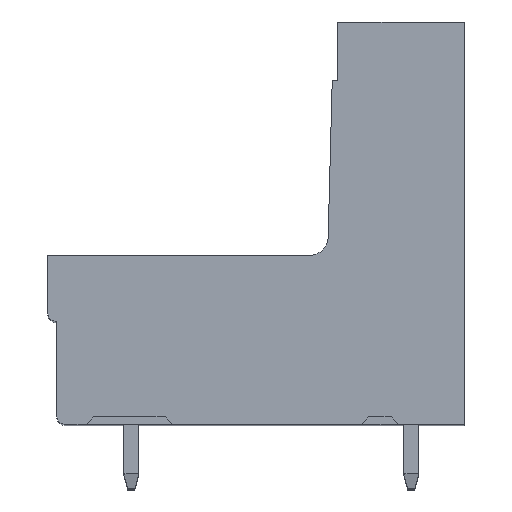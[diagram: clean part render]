
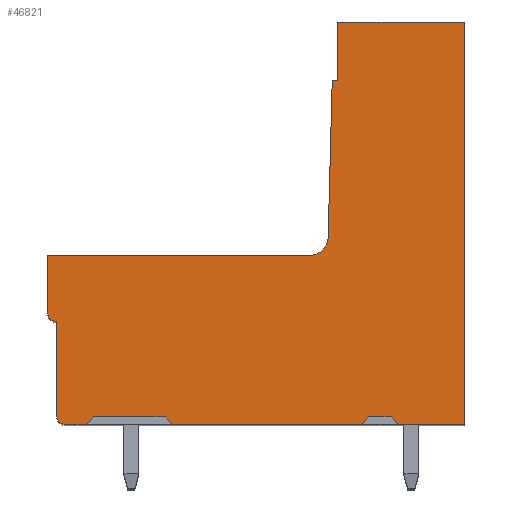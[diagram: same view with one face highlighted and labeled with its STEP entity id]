
A CAD part, top view. The second image highlights one B-rep face of the part: STEP entity #46821.
In plain terms, the highlighted planar face has unit normal (0, 0, 1).
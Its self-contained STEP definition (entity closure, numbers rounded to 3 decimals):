
#1283=DIRECTION('',(0.,1.,0.));
#1284=VECTOR('',#1283,21.9);
#1285=CARTESIAN_POINT('',(0.006,0.,
-81.723));
#1286=LINE('',#1285,#1284);
#7074=DIRECTION('',(0.,-1.,0.));
#7075=VECTOR('',#7074,5.1);
#7076=CARTESIAN_POINT('',(-22.194,5.6,-81.723));
#7077=LINE('',#7076,#7075);
#11874=DIRECTION('',(-1.,0.,0.));
#11875=VECTOR('',#11874,0.3);
#11876=CARTESIAN_POINT('',(-6.894,18.7,-81.723));
#11877=LINE('',#11876,#11875);
#11882=DIRECTION('',(0.,-1.,0.));
#11883=VECTOR('',#11882,3.2);
#11884=CARTESIAN_POINT('',(-6.894,21.9,-81.723));
#11885=LINE('',#11884,#11883);
#16656=DIRECTION('',(-1.,0.,0.));
#16657=VECTOR('',#16656,10.3);
#16658=CARTESIAN_POINT('',(-5.594,0.,
-81.723));
#16659=LINE('',#16658,#16657);
#16660=DIRECTION('',(-0.707,0.707,0.));
#16661=VECTOR('',#16660,0.566);
#16662=CARTESIAN_POINT('',(-15.894,0.,
-81.723));
#16663=LINE('',#16662,#16661);
#16664=DIRECTION('',(-1.,0.,0.));
#16665=VECTOR('',#16664,3.9);
#16666=CARTESIAN_POINT('',(-16.294,0.4,
-81.723));
#16667=LINE('',#16666,#16665);
#16668=DIRECTION('',(-1.,0.,0.));
#16669=VECTOR('',#16668,1.1);
#16670=CARTESIAN_POINT('',(-20.594,0.,
-81.723));
#16671=LINE('',#16670,#16669);
#16672=CARTESIAN_POINT('',(-21.694,0.5,-81.723));
#16673=DIRECTION('',(0.,0.,-1.));
#16674=DIRECTION('',(0.,-1.,0.));
#16675=AXIS2_PLACEMENT_3D('',#16672,#16673,#16674);
#16677=CARTESIAN_POINT('',(-22.194,6.1,-81.723));
#16678=DIRECTION('',(0.,0.,-1.));
#16679=DIRECTION('',(0.,-1.,0.));
#16680=AXIS2_PLACEMENT_3D('',#16677,#16678,#16679);
#16682=DIRECTION('',(0.,1.,0.));
#16683=VECTOR('',#16682,3.1);
#16684=CARTESIAN_POINT('',(-22.694,6.1,
-81.723));
#16685=LINE('',#16684,#16683);
#16686=DIRECTION('',(1.,0.,0.));
#16687=VECTOR('',#16686,14.277);
#16688=CARTESIAN_POINT('',(-22.694,9.2,-81.723));
#16689=LINE('',#16688,#16687);
#16690=CARTESIAN_POINT('',(-8.417,10.2,-81.723));
#16691=DIRECTION('',(0.,0.,1.));
#16692=DIRECTION('',(0.,-1.,0.));
#16693=AXIS2_PLACEMENT_3D('',#16690,#16691,#16692);
#16695=DIRECTION('',(0.026,1.,0.));
#16696=VECTOR('',#16695,8.529);
#16697=CARTESIAN_POINT('',(-7.417,10.174,
-81.723));
#16698=LINE('',#16697,#16696);
#16699=DIRECTION('',(1.,0.,0.));
#16700=VECTOR('',#16699,6.9);
#16701=CARTESIAN_POINT('',(-6.894,21.9,-81.723));
#16702=LINE('',#16701,#16700);
#16703=DIRECTION('',(-1.,0.,0.));
#16704=VECTOR('',#16703,3.6);
#16705=CARTESIAN_POINT('',(0.006,0.,
-81.723));
#16706=LINE('',#16705,#16704);
#16707=DIRECTION('',(-0.707,0.707,0.));
#16708=VECTOR('',#16707,0.566);
#16709=CARTESIAN_POINT('',(-3.594,0.,
-81.723));
#16710=LINE('',#16709,#16708);
#16711=DIRECTION('',(-0.707,-0.707,0.));
#16712=VECTOR('',#16711,0.566);
#16713=CARTESIAN_POINT('',(-5.194,0.4,
-81.723));
#16714=LINE('',#16713,#16712);
#16731=DIRECTION('',(-0.707,-0.707,0.));
#16732=VECTOR('',#16731,0.566);
#16733=CARTESIAN_POINT('',(-20.194,0.4,
-81.723));
#16734=LINE('',#16733,#16732);
#16767=DIRECTION('',(1.,0.,0.));
#16768=VECTOR('',#16767,1.2);
#16769=CARTESIAN_POINT('',(-5.194,0.4,
-81.723));
#16770=LINE('',#16769,#16768);
#17445=CARTESIAN_POINT('',(-5.594,0.,
-81.723));
#17447=VERTEX_POINT('',#17445);
#17451=CARTESIAN_POINT('',(-3.594,0.,
-81.723));
#17452=VERTEX_POINT('',#17451);
#17568=CARTESIAN_POINT('',(-16.294,0.4,
-81.723));
#17569=VERTEX_POINT('',#17568);
#17570=CARTESIAN_POINT('',(-7.417,10.174,
-81.723));
#17571=CARTESIAN_POINT('',(-7.194,18.7,-81.723));
#17572=VERTEX_POINT('',#17570);
#17573=VERTEX_POINT('',#17571);
#17574=CARTESIAN_POINT('',(-6.894,18.7,-81.723));
#17575=VERTEX_POINT('',#17574);
#17576=CARTESIAN_POINT('',(-6.894,21.9,-81.723));
#17577=VERTEX_POINT('',#17576);
#17578=CARTESIAN_POINT('',(-3.994,0.4,
-81.723));
#17579=VERTEX_POINT('',#17578);
#17580=CARTESIAN_POINT('',(-5.194,0.4,
-81.723));
#17581=VERTEX_POINT('',#17580);
#17586=CARTESIAN_POINT('',(-21.694,0.,-81.723));
#17587=CARTESIAN_POINT('',(-22.194,0.5,
-81.723));
#17588=VERTEX_POINT('',#17586);
#17589=VERTEX_POINT('',#17587);
#17590=CARTESIAN_POINT('',(-22.194,5.6,-81.723));
#17591=VERTEX_POINT('',#17590);
#17592=CARTESIAN_POINT('',(-22.694,6.1,
-81.723));
#17593=VERTEX_POINT('',#17592);
#17594=CARTESIAN_POINT('',(-22.694,9.2,-81.723));
#17595=VERTEX_POINT('',#17594);
#17844=CARTESIAN_POINT('',(0.006,0.,
-81.723));
#17845=CARTESIAN_POINT('',(0.006,21.9,-81.723));
#17846=VERTEX_POINT('',#17844);
#17847=VERTEX_POINT('',#17845);
#17848=CARTESIAN_POINT('',(-20.194,0.4,
-81.723));
#17849=CARTESIAN_POINT('',(-20.594,0.,
-81.723));
#17850=VERTEX_POINT('',#17848);
#17851=VERTEX_POINT('',#17849);
#17852=CARTESIAN_POINT('',(-15.894,0.,
-81.723));
#17853=VERTEX_POINT('',#17852);
#17854=CARTESIAN_POINT('',(-8.417,9.2,-81.723));
#17855=VERTEX_POINT('',#17854);
#46788=CARTESIAN_POINT('',(-21.694,0.5,
-81.723));
#46789=DIRECTION('',(0.,0.,-1.));
#46790=DIRECTION('',(-1.,0.,0.));
#46791=AXIS2_PLACEMENT_3D('',#46788,#46789,#46790);
#46792=PLANE('',#46791);
#46793=ORIENTED_EDGE('',*,*,#29117,.T.);
#46795=ORIENTED_EDGE('',*,*,#46794,.T.);
#46797=ORIENTED_EDGE('',*,*,#46796,.T.);
#46799=ORIENTED_EDGE('',*,*,#46798,.T.);
#46800=ORIENTED_EDGE('',*,*,#29109,.T.);
#46801=ORIENTED_EDGE('',*,*,#32372,.T.);
#46802=ORIENTED_EDGE('',*,*,#32387,.F.);
#46803=ORIENTED_EDGE('',*,*,#32402,.T.);
#46804=ORIENTED_EDGE('',*,*,#32417,.T.);
#46805=ORIENTED_EDGE('',*,*,#32432,.T.);
#46806=ORIENTED_EDGE('',*,*,#39719,.T.);
#46807=ORIENTED_EDGE('',*,*,#39734,.T.);
#46808=ORIENTED_EDGE('',*,*,#39749,.F.);
#46809=ORIENTED_EDGE('',*,*,#39764,.F.);
#46810=ORIENTED_EDGE('',*,*,#39778,.T.);
#46811=ORIENTED_EDGE('',*,*,#23477,.F.);
#46812=ORIENTED_EDGE('',*,*,#29125,.T.);
#46814=ORIENTED_EDGE('',*,*,#46813,.T.);
#46816=ORIENTED_EDGE('',*,*,#46815,.F.);
#46818=ORIENTED_EDGE('',*,*,#46817,.T.);
#46819=EDGE_LOOP('',(#46793,#46795,#46797,#46799,#46800,#46801,#46802,#46803,
#46804,#46805,#46806,#46807,#46808,#46809,#46810,#46811,#46812,#46814,#46816,
#46818));
#46820=FACE_OUTER_BOUND('',#46819,.F.);
#46821=ADVANCED_FACE('',(#46820),#46792,.F.);
#16676=CIRCLE('',#16675,0.5);
#16681=CIRCLE('',#16680,0.5);
#16694=CIRCLE('',#16693,1.);
#23477=EDGE_CURVE('',#17846,#17847,#1286,.T.);
#29109=EDGE_CURVE('',#17851,#17588,#16671,.T.);
#29117=EDGE_CURVE('',#17447,#17853,#16659,.T.);
#29125=EDGE_CURVE('',#17846,#17452,#16706,.T.);
#32372=EDGE_CURVE('',#17588,#17589,#16676,.T.);
#32387=EDGE_CURVE('',#17591,#17589,#7077,.T.);
#32402=EDGE_CURVE('',#17591,#17593,#16681,.T.);
#32417=EDGE_CURVE('',#17593,#17595,#16685,.T.);
#32432=EDGE_CURVE('',#17595,#17855,#16689,.T.);
#39719=EDGE_CURVE('',#17855,#17572,#16694,.T.);
#39734=EDGE_CURVE('',#17572,#17573,#16698,.T.);
#39749=EDGE_CURVE('',#17575,#17573,#11877,.T.);
#39764=EDGE_CURVE('',#17577,#17575,#11885,.T.);
#39778=EDGE_CURVE('',#17577,#17847,#16702,.T.);
#46794=EDGE_CURVE('',#17853,#17569,#16663,.T.);
#46796=EDGE_CURVE('',#17569,#17850,#16667,.T.);
#46798=EDGE_CURVE('',#17850,#17851,#16734,.T.);
#46813=EDGE_CURVE('',#17452,#17579,#16710,.T.);
#46815=EDGE_CURVE('',#17581,#17579,#16770,.T.);
#46817=EDGE_CURVE('',#17581,#17447,#16714,.T.);
